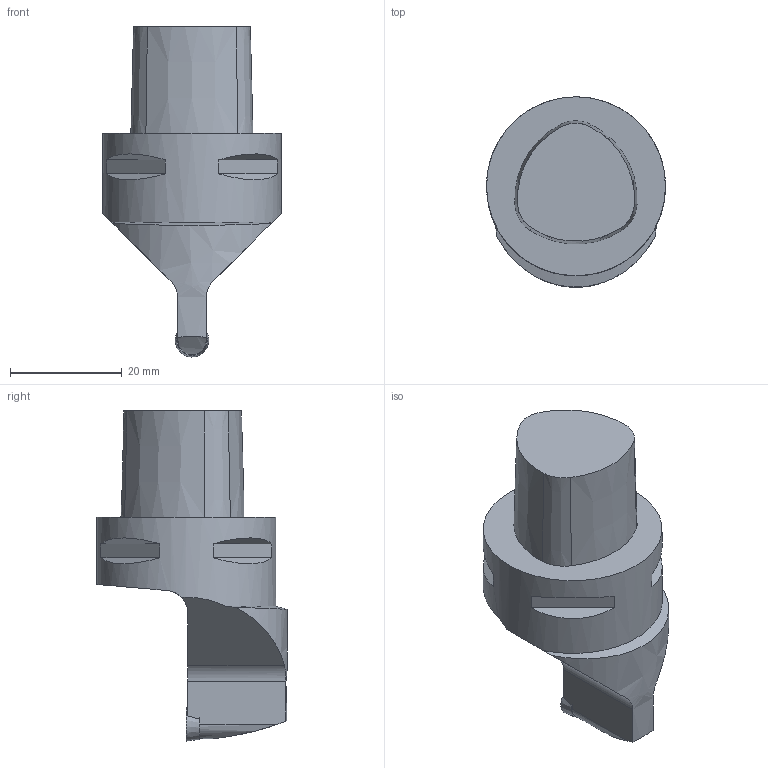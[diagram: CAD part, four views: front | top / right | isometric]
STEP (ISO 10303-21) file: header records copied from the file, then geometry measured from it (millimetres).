
FILE_DESCRIPTION(/* description */ (''),/* implementation_level */ '2;1');
FILE_NAME(/* name */ 'C3-SRDCN-00040-06A.stp',/* time_stamp */ '2013-05-25T16:18:51+06:00',/* author */ (''),/* organization */ (''),/* preprocessor_version */ 'ST-DEVELOPER v11',/* originating_system */ 'SIEMENS PLM Software NX 7.5',/* authorisation */ '');
FILE_SCHEMA (('AUTOMOTIVE_DESIGN { 1 0 10303 214 1 1 1 1 }'));
Length unit declared in the file: millimetre
Products named in the file (1): C3-SRDCN-00040-06A
Bounding box: 32 x 34 x 59 mm (x, y, z)
Volume: 22393.7 mm3; surface area: 6340.6 mm2
Topology: 3 solids, 3 shells, 40 faces, 90 edges, 60 vertices
Faces by surface type: plane 24, cone 9, cylinder 6, extrusion 1
Full cylindrical faces by diameter (mm): 32 x1
Entity records: 1216 total; most frequent: CARTESIAN_POINT 278, DIRECTION 193, ORIENTED_EDGE 174, EDGE_CURVE 87, AXIS2_PLACEMENT_3D 77, VERTEX_POINT 59, EDGE_LOOP 46, ADVANCED_FACE 40
